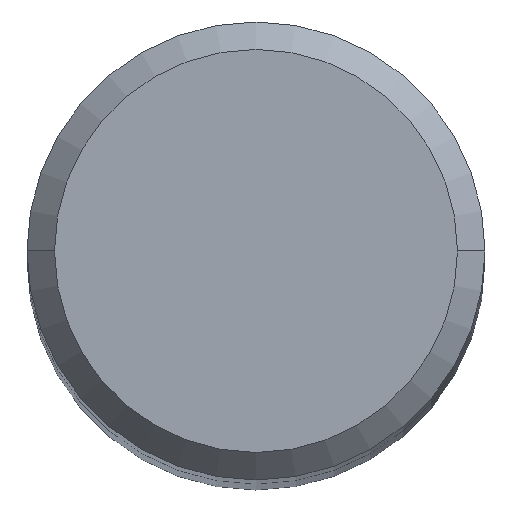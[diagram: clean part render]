
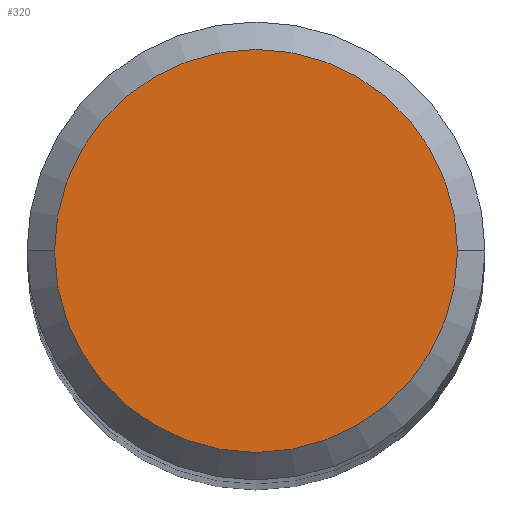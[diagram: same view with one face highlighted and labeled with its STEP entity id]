
A CAD part, top view. The second image highlights one B-rep face of the part: STEP entity #320.
In plain terms, the highlighted planar face has unit normal (0, 0, 1).
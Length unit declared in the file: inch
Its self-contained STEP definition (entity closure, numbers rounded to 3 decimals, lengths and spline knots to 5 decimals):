
#5 = DIRECTION ( 'NONE',  ( 0., 0., 1. ) ) ;
#7 = ORIENTED_EDGE ( 'NONE', *, *, #281, .T. ) ;
#31 = DIRECTION ( 'NONE',  ( 1., 0., 0. ) ) ;
#37 = DIRECTION ( 'NONE',  ( 1., 0., 0. ) ) ;
#56 = CARTESIAN_POINT ( 'NONE',  ( -0.11, 0., 3.25 ) ) ;
#58 = EDGE_LOOP ( 'NONE', ( #7, #130 ) ) ;
#66 = CARTESIAN_POINT ( 'NONE',  ( 0.11, 0., 3.25 ) ) ;
#75 = CARTESIAN_POINT ( 'NONE',  ( 0., 0., 3.25 ) ) ;
#80 = PLANE ( 'NONE',  #141 ) ;
#110 = VERTEX_POINT ( 'NONE', #66 ) ;
#114 = AXIS2_PLACEMENT_3D ( 'NONE', #148, #256, #31 ) ;
#130 = ORIENTED_EDGE ( 'NONE', *, *, #277, .T. ) ;
#141 = AXIS2_PLACEMENT_3D ( 'NONE', #215, #293, #37 ) ;
#148 = CARTESIAN_POINT ( 'NONE',  ( 0., 0., 3.25 ) ) ;
#154 = VERTEX_POINT ( 'NONE', #56 ) ;
#156 = AXIS2_PLACEMENT_3D ( 'NONE', #75, #5, #230 ) ;
#174 = CIRCLE ( 'NONE', #156, 0.11 ) ;
#215 = CARTESIAN_POINT ( 'NONE',  ( 0., 0., 3.25 ) ) ;
#230 = DIRECTION ( 'NONE',  ( 1., 0., 0. ) ) ;
#234 = CIRCLE ( 'NONE', #114, 0.11 ) ;
#256 = DIRECTION ( 'NONE',  ( 0., 0., 1. ) ) ;
#265 = FACE_OUTER_BOUND ( 'NONE', #58, .T. ) ;
#277 = EDGE_CURVE ( 'NONE', #110, #154, #234, .T. ) ;
#281 = EDGE_CURVE ( 'NONE', #154, #110, #174, .T. ) ;
#293 = DIRECTION ( 'NONE',  ( 0., 0., 1. ) ) ;
#320 = ADVANCED_FACE ( 'NONE', ( #265 ), #80, .T. ) ;
